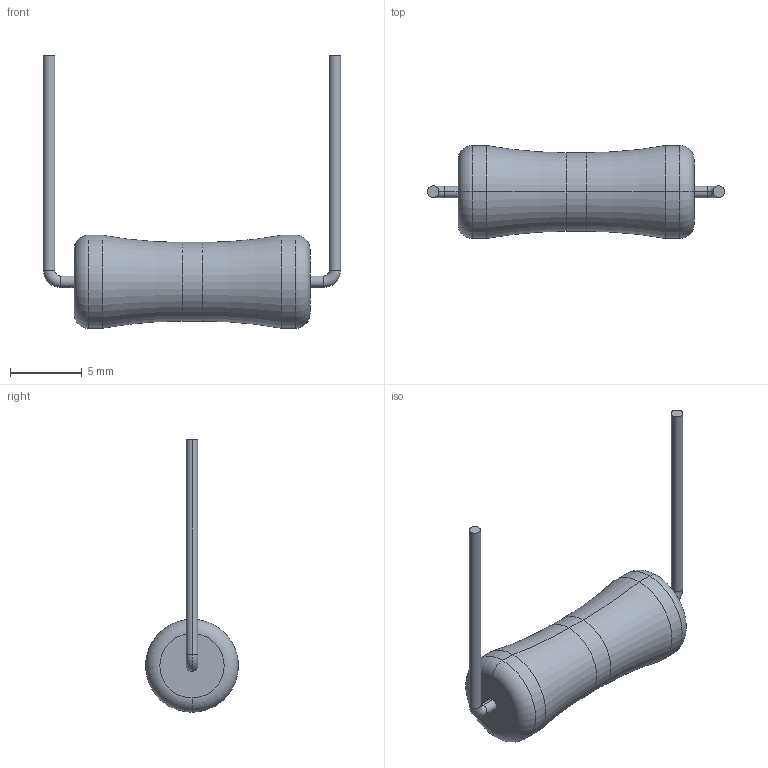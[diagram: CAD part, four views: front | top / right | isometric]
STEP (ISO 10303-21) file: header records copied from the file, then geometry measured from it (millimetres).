
FILE_DESCRIPTION (( 'STEP AP214' ), '1' );
FILE_NAME ('User Library-RES0617_R20.STEP', '2019-08-21T15:21:28', ( '' ), ( '' ), 'SwSTEP 2.0', 'SolidWorks 2019', '' );
FILE_SCHEMA (( 'AUTOMOTIVE_DESIGN' ));
Length unit declared in the file: millimetre
Products named in the file (1): User Library-RES0617_R20
Bounding box: 20.79 x 6.5 x 19.05 mm (x, y, z)
Volume: 472.2 mm3; surface area: 445 mm2
Topology: 1 solids, 1 shells, 30 faces, 58 edges, 32 vertices
Faces by surface type: cylinder 14, torus 12, plane 4
Entity records: 976 total; most frequent: DIRECTION 164, CARTESIAN_POINT 121, ORIENTED_EDGE 116, AXIS2_PLACEMENT_3D 75, EDGE_CURVE 58, CIRCLE 44, VERTEX_POINT 32, EDGE_LOOP 32
